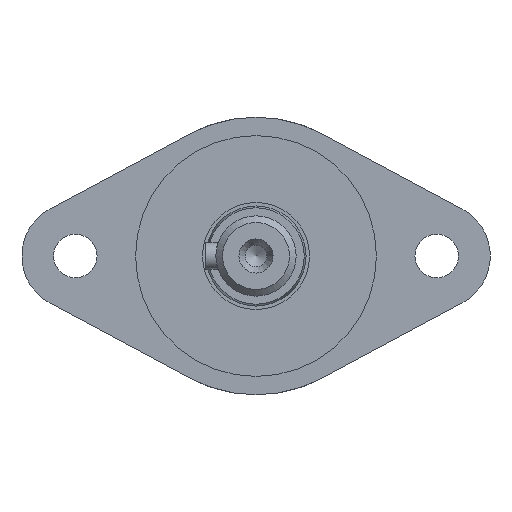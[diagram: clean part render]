
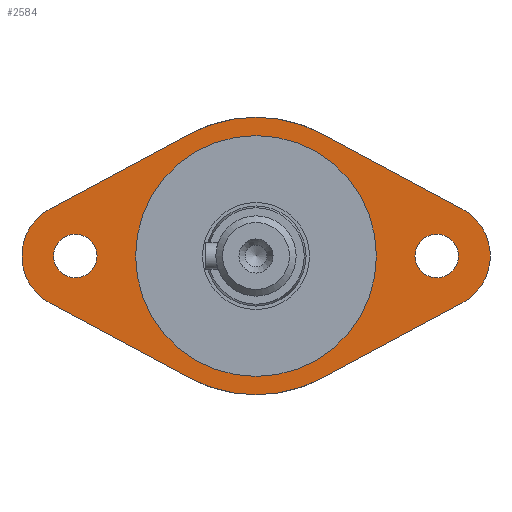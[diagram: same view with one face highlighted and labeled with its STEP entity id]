
A CAD part, left-side view. The second image highlights one B-rep face of the part: STEP entity #2584.
In plain terms, the highlighted planar face has unit normal (-1, 0, 0).
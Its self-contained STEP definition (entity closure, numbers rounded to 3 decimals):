
#158=LINE('',#4514,#298);
#159=LINE('',#4517,#299);
#160=LINE('',#4519,#300);
#161=LINE('',#4522,#301);
#298=VECTOR('',#3488,10.);
#299=VECTOR('',#3491,10.);
#300=VECTOR('',#3492,10.);
#301=VECTOR('',#3495,10.);
#533=FACE_BOUND('',#762,.T.);
#534=FACE_BOUND('',#763,.T.);
#535=FACE_BOUND('',#764,.T.);
#612=FACE_OUTER_BOUND('',#761,.T.);
#761=EDGE_LOOP('',(#2101,#2102,#2103,#2104,#2105,#2106,#2107,#2108));
#762=EDGE_LOOP('',(#2109));
#763=EDGE_LOOP('',(#2110));
#764=EDGE_LOOP('',(#2111,#2112));
#953=CIRCLE('',#2859,20.75);
#955=CIRCLE('',#2861,20.75);
#957=CIRCLE('',#2864,8.);
#958=CIRCLE('',#2865,8.);
#959=CIRCLE('',#2866,3.25);
#960=CIRCLE('',#2867,3.25);
#961=CIRCLE('',#2868,18.);
#962=CIRCLE('',#2869,18.);
#1211=VERTEX_POINT('',#4497);
#1212=VERTEX_POINT('',#4499);
#1215=VERTEX_POINT('',#4505);
#1216=VERTEX_POINT('',#4507);
#1218=VERTEX_POINT('',#4513);
#1219=VERTEX_POINT('',#4515);
#1220=VERTEX_POINT('',#4518);
#1221=VERTEX_POINT('',#4520);
#1222=VERTEX_POINT('',#4523);
#1223=VERTEX_POINT('',#4525);
#1224=VERTEX_POINT('',#4527);
#1225=VERTEX_POINT('',#4528);
#1539=EDGE_CURVE('',#1211,#1212,#953,.T.);
#1543=EDGE_CURVE('',#1215,#1216,#955,.T.);
#1546=EDGE_CURVE('',#1218,#1211,#158,.T.);
#1547=EDGE_CURVE('',#1219,#1218,#957,.T.);
#1548=EDGE_CURVE('',#1216,#1219,#159,.T.);
#1549=EDGE_CURVE('',#1215,#1220,#160,.T.);
#1550=EDGE_CURVE('',#1220,#1221,#958,.T.);
#1551=EDGE_CURVE('',#1221,#1212,#161,.T.);
#1552=EDGE_CURVE('',#1222,#1222,#959,.T.);
#1553=EDGE_CURVE('',#1223,#1223,#960,.T.);
#1554=EDGE_CURVE('',#1224,#1225,#961,.T.);
#1555=EDGE_CURVE('',#1225,#1224,#962,.T.);
#2101=ORIENTED_EDGE('',*,*,#1539,.F.);
#2102=ORIENTED_EDGE('',*,*,#1546,.F.);
#2103=ORIENTED_EDGE('',*,*,#1547,.F.);
#2104=ORIENTED_EDGE('',*,*,#1548,.F.);
#2105=ORIENTED_EDGE('',*,*,#1543,.F.);
#2106=ORIENTED_EDGE('',*,*,#1549,.T.);
#2107=ORIENTED_EDGE('',*,*,#1550,.T.);
#2108=ORIENTED_EDGE('',*,*,#1551,.T.);
#2109=ORIENTED_EDGE('',*,*,#1552,.T.);
#2110=ORIENTED_EDGE('',*,*,#1553,.T.);
#2111=ORIENTED_EDGE('',*,*,#1554,.T.);
#2112=ORIENTED_EDGE('',*,*,#1555,.T.);
#2485=PLANE('',#2863);
#2584=ADVANCED_FACE('',(#612,#533,#534,#535),#2485,.T.);
#2859=AXIS2_PLACEMENT_3D('',#4500,#3475,#3476);
#2861=AXIS2_PLACEMENT_3D('',#4508,#3481,#3482);
#2863=AXIS2_PLACEMENT_3D('',#4512,#3486,#3487);
#2864=AXIS2_PLACEMENT_3D('',#4516,#3489,#3490);
#2865=AXIS2_PLACEMENT_3D('',#4521,#3493,#3494);
#2866=AXIS2_PLACEMENT_3D('',#4524,#3496,#3497);
#2867=AXIS2_PLACEMENT_3D('',#4526,#3498,#3499);
#2868=AXIS2_PLACEMENT_3D('',#4529,#3500,#3501);
#2869=AXIS2_PLACEMENT_3D('',#4530,#3502,#3503);
#3475=DIRECTION('center_axis',(1.,0.,0.));
#3476=DIRECTION('ref_axis',(0.,-1.,0.));
#3481=DIRECTION('center_axis',(1.,0.,0.));
#3482=DIRECTION('ref_axis',(0.,-1.,0.));
#3486=DIRECTION('center_axis',(-1.,0.,0.));
#3487=DIRECTION('ref_axis',(0.,0.,
-1.));
#3488=DIRECTION('',(0.,-0.881,0.472));
#3489=DIRECTION('center_axis',(1.,0.,0.));
#3490=DIRECTION('ref_axis',(0.,-0.472,-0.881));
#3491=DIRECTION('',(0.,0.881,0.472));
#3492=DIRECTION('',(0.,-0.881,0.472));
#3493=DIRECTION('center_axis',(-1.,0.,0.));
#3494=DIRECTION('ref_axis',(0.,-0.472,-0.881));
#3495=DIRECTION('',(0.,0.881,0.472));
#3496=DIRECTION('center_axis',(1.,0.,0.));
#3497=DIRECTION('ref_axis',(0.,0.,
1.));
#3498=DIRECTION('center_axis',(1.,0.,0.));
#3499=DIRECTION('ref_axis',(0.,0.,
1.));
#3500=DIRECTION('center_axis',(1.,0.,0.));
#3501=DIRECTION('ref_axis',(0.,-1.,0.));
#3502=DIRECTION('center_axis',(1.,0.,0.));
#3503=DIRECTION('ref_axis',(0.,-1.,0.));
#4497=CARTESIAN_POINT('',(-82.,9.799,18.291));
#4499=CARTESIAN_POINT('',(-82.,-9.799,18.291));
#4500=CARTESIAN_POINT('Origin',(-82.,0.,
0.));
#4505=CARTESIAN_POINT('',(-82.,-9.799,-18.291));
#4507=CARTESIAN_POINT('',(-82.,9.799,-18.291));
#4508=CARTESIAN_POINT('Origin',(-82.,0.,
0.));
#4512=CARTESIAN_POINT('Origin',(-82.,-19.375,0.));
#4513=CARTESIAN_POINT('',(-82.,30.778,7.052));
#4514=CARTESIAN_POINT('',(-82.,30.778,7.052));
#4515=CARTESIAN_POINT('',(-82.,30.778,-7.052));
#4516=CARTESIAN_POINT('Origin',(-82.,27.,0.));
#4517=CARTESIAN_POINT('',(-82.,9.799,-18.291));
#4518=CARTESIAN_POINT('',(-82.,-30.778,-7.052));
#4519=CARTESIAN_POINT('',(-82.,-9.799,-18.291));
#4520=CARTESIAN_POINT('',(-82.,-30.778,7.052));
#4521=CARTESIAN_POINT('Origin',(-82.,-27.,0.));
#4522=CARTESIAN_POINT('',(-82.,-30.778,7.052));
#4523=CARTESIAN_POINT('',(-82.,-27.,-3.25));
#4524=CARTESIAN_POINT('Origin',(-82.,-27.,0.));
#4525=CARTESIAN_POINT('',(-82.,27.,-3.25));
#4526=CARTESIAN_POINT('Origin',(-82.,27.,0.));
#4527=CARTESIAN_POINT('',(-82.,-18.,0.));
#4528=CARTESIAN_POINT('',(-82.,18.,0.));
#4529=CARTESIAN_POINT('Origin',(-82.,0.,
0.));
#4530=CARTESIAN_POINT('Origin',(-82.,0.,
0.));
